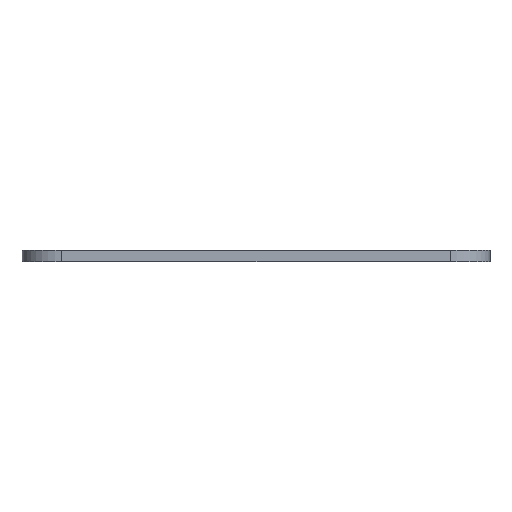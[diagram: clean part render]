
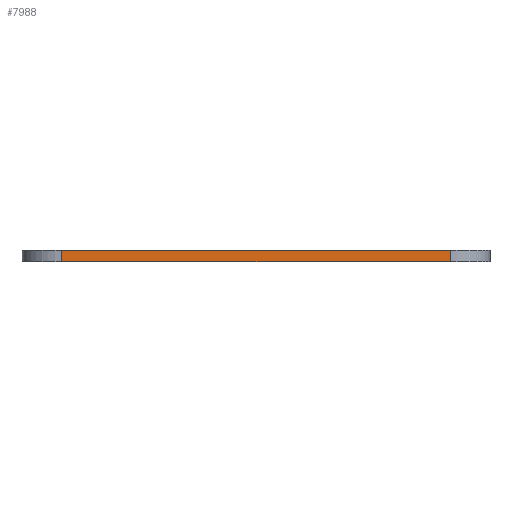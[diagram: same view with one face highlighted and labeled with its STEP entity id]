
A CAD part, left-side view. The second image highlights one B-rep face of the part: STEP entity #7988.
In plain terms, the highlighted planar face has unit normal (-1, 0, 0).
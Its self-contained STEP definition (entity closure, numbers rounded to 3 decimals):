
#3440=CARTESIAN_POINT('',(-220.55,34.338,11.));
#3441=VERTEX_POINT('',#3440);
#3449=CARTESIAN_POINT('',(-220.55,-62.913,11.));
#3450=VERTEX_POINT('',#3449);
#3451=CARTESIAN_POINT('',(-220.55,-62.913,11.));
#3452=DIRECTION('',(0.,1.,0.));
#3453=VECTOR('',#3452,97.25);
#3454=LINE('',#3451,#3453);
#3455=EDGE_CURVE('',#3450,#3441,#3454,.T.);
#6302=CARTESIAN_POINT('',(-220.55,-62.913,8.));
#6303=VERTEX_POINT('',#6302);
#6311=CARTESIAN_POINT('',(-220.55,34.338,8.));
#6312=VERTEX_POINT('',#6311);
#6313=CARTESIAN_POINT('',(-220.55,-62.913,8.));
#6314=DIRECTION('',(0.,1.,0.));
#6315=VECTOR('',#6314,97.25);
#6316=LINE('',#6313,#6315);
#6317=EDGE_CURVE('',#6303,#6312,#6316,.T.);
#7967=CARTESIAN_POINT('',(-220.55,-0.,11.));
#7968=DIRECTION('',(-1.,0.,0.));
#7969=DIRECTION('',(0.,0.,1.));
#7970=AXIS2_PLACEMENT_3D('',#7967,#7968,#7969);
#7971=PLANE('',#7970);
#7972=CARTESIAN_POINT('',(-220.55,34.338,8.));
#7973=DIRECTION('',(0.,0.,1.));
#7974=VECTOR('',#7973,3.);
#7975=LINE('',#7972,#7974);
#7976=EDGE_CURVE('',#6312,#3441,#7975,.T.);
#7977=ORIENTED_EDGE('',*,*,#7976,.F.);
#7978=ORIENTED_EDGE('',*,*,#6317,.F.);
#7979=CARTESIAN_POINT('',(-220.55,-62.913,11.));
#7980=DIRECTION('',(-0.,-0.,-1.));
#7981=VECTOR('',#7980,3.);
#7982=LINE('',#7979,#7981);
#7983=EDGE_CURVE('',#3450,#6303,#7982,.T.);
#7984=ORIENTED_EDGE('',*,*,#7983,.F.);
#7985=ORIENTED_EDGE('',*,*,#3455,.T.);
#7986=EDGE_LOOP('',(#7977,#7978,#7984,#7985));
#7987=FACE_BOUND('',#7986,.T.);
#7988=ADVANCED_FACE('',(#7987),#7971,.T.);
